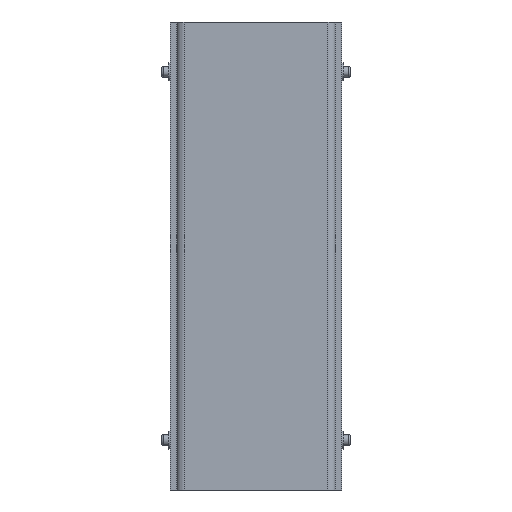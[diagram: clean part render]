
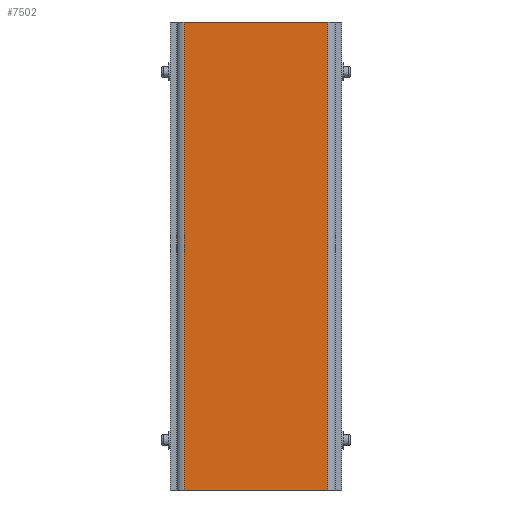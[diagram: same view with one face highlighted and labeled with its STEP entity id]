
A CAD part, front view. The second image highlights one B-rep face of the part: STEP entity #7502.
In plain terms, the highlighted planar face has unit normal (0, -1, 0).
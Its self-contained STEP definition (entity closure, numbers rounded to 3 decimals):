
#698 = DIRECTION ( 'NONE',  ( 0., 0., -1. ) ) ;
#1014 = ORIENTED_EDGE ( 'NONE', *, *, #6219, .T. ) ;
#1102 = EDGE_CURVE ( 'NONE', #12659, #5760, #4238, .T. ) ;
#2280 = ORIENTED_EDGE ( 'NONE', *, *, #17614, .T. ) ;
#3286 = CARTESIAN_POINT ( 'NONE',  ( 129.5, -125., -352.5 ) ) ;
#3359 = VERTEX_POINT ( 'NONE', #10078 ) ;
#4238 = LINE ( 'NONE', #19701, #13013 ) ;
#4538 = CARTESIAN_POINT ( 'NONE',  ( 108., -125., 352.5 ) ) ;
#5373 = DIRECTION ( 'NONE',  ( 0., 1., 0. ) ) ;
#5760 = VERTEX_POINT ( 'NONE', #13095 ) ;
#5775 = VECTOR ( 'NONE', #13419, 1000. ) ;
#6219 = EDGE_CURVE ( 'NONE', #5760, #3359, #16507, .T. ) ;
#7066 = CARTESIAN_POINT ( 'NONE',  ( 108., -125., 0. ) ) ;
#7502 = ADVANCED_FACE ( 'NONE', ( #11835 ), #19609, .F. ) ;
#8218 = EDGE_LOOP ( 'NONE', ( #15252, #1014, #2280, #19452 ) ) ;
#8499 = CARTESIAN_POINT ( 'NONE',  ( 0., -125., 0. ) ) ;
#8895 = DIRECTION ( 'NONE',  ( -1., 0., 0. ) ) ;
#10078 = CARTESIAN_POINT ( 'NONE',  ( -108., -125., -352.5 ) ) ;
#11519 = VECTOR ( 'NONE', #698, 1000. ) ;
#11707 = DIRECTION ( 'NONE',  ( 0., 0., 1. ) ) ;
#11835 = FACE_OUTER_BOUND ( 'NONE', #8218, .T. ) ;
#12659 = VERTEX_POINT ( 'NONE', #4538 ) ;
#13013 = VECTOR ( 'NONE', #8895, 1000. ) ;
#13095 = CARTESIAN_POINT ( 'NONE',  ( -108., -125., 352.5 ) ) ;
#13419 = DIRECTION ( 'NONE',  ( 0., 0., 1. ) ) ;
#13792 = AXIS2_PLACEMENT_3D ( 'NONE', #8499, #5373, #11707 ) ;
#14281 = LINE ( 'NONE', #3286, #20392 ) ;
#14511 = EDGE_CURVE ( 'NONE', #15185, #12659, #15188, .T. ) ;
#15115 = CARTESIAN_POINT ( 'NONE',  ( 108., -125., -352.5 ) ) ;
#15185 = VERTEX_POINT ( 'NONE', #15115 ) ;
#15188 = LINE ( 'NONE', #7066, #5775 ) ;
#15252 = ORIENTED_EDGE ( 'NONE', *, *, #1102, .T. ) ;
#16507 = LINE ( 'NONE', #19710, #11519 ) ;
#17517 = DIRECTION ( 'NONE',  ( 1., 0., 0. ) ) ;
#17614 = EDGE_CURVE ( 'NONE', #3359, #15185, #14281, .T. ) ;
#19452 = ORIENTED_EDGE ( 'NONE', *, *, #14511, .T. ) ;
#19609 = PLANE ( 'NONE',  #13792 ) ;
#19701 = CARTESIAN_POINT ( 'NONE',  ( -129.5, -125., 352.5 ) ) ;
#19710 = CARTESIAN_POINT ( 'NONE',  ( -108., -125., 0. ) ) ;
#20392 = VECTOR ( 'NONE', #17517, 1000. ) ;
